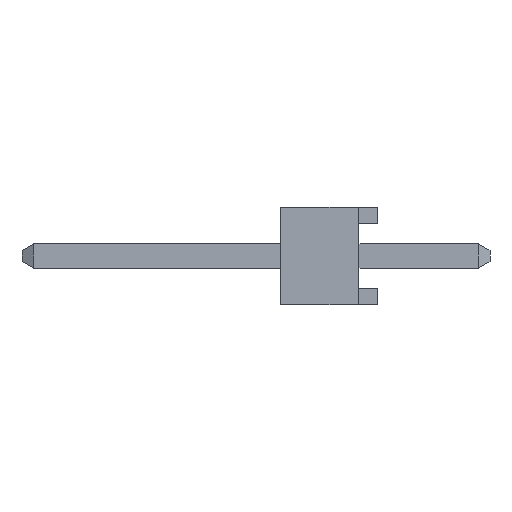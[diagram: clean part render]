
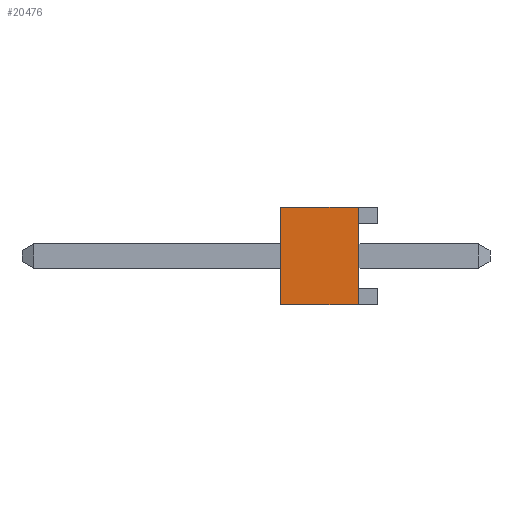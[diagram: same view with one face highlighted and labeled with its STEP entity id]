
A CAD part, left-side view. The second image highlights one B-rep face of the part: STEP entity #20476.
In plain terms, the highlighted planar face has unit normal (-1, 0, 0).
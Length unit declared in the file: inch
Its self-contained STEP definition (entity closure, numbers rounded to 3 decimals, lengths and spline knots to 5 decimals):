
#178 = ORIENTED_EDGE ( 'NONE', *, *, #6815, .T. ) ;
#227 = CARTESIAN_POINT ( 'NONE',  ( -0.9, 0.1, -0.05 ) ) ;
#712 = DIRECTION ( 'NONE',  ( 0., 0., -1. ) ) ;
#796 = VECTOR ( 'NONE', #712, 39.37008 ) ;
#885 = CARTESIAN_POINT ( 'NONE',  ( -0.9, 0.1, 0.05 ) ) ;
#1824 = FACE_OUTER_BOUND ( 'NONE', #20519, .T. ) ;
#1825 = LINE ( 'NONE', #6495, #11351 ) ;
#2100 = DIRECTION ( 'NONE',  ( 0., 0., -1. ) ) ;
#2928 = LINE ( 'NONE', #885, #796 ) ;
#3708 = ORIENTED_EDGE ( 'NONE', *, *, #7844, .F. ) ;
#5480 = ORIENTED_EDGE ( 'NONE', *, *, #13025, .F. ) ;
#6064 = AXIS2_PLACEMENT_3D ( 'NONE', #19829, #16004, #10569 ) ;
#6495 = CARTESIAN_POINT ( 'NONE',  ( -0.9, 0.02, 0.05 ) ) ;
#6815 = EDGE_CURVE ( 'NONE', #11040, #17541, #2928, .T. ) ;
#7106 = CARTESIAN_POINT ( 'NONE',  ( -0.9, 0.1, 0.05 ) ) ;
#7294 = VECTOR ( 'NONE', #15149, 39.37008 ) ;
#7844 = EDGE_CURVE ( 'NONE', #11040, #15136, #16162, .T. ) ;
#10569 = DIRECTION ( 'NONE',  ( 0., 1., 0. ) ) ;
#11040 = VERTEX_POINT ( 'NONE', #7106 ) ;
#11197 = DIRECTION ( 'NONE',  ( 0., -1., 0. ) ) ;
#11351 = VECTOR ( 'NONE', #2100, 39.37008 ) ;
#12323 = CARTESIAN_POINT ( 'NONE',  ( -0.9, 0.02, 0.05 ) ) ;
#13025 = EDGE_CURVE ( 'NONE', #15136, #15745, #1825, .T. ) ;
#13844 = PLANE ( 'NONE',  #6064 ) ;
#14323 = CARTESIAN_POINT ( 'NONE',  ( -0.9, 0.1, -0.05 ) ) ;
#15136 = VERTEX_POINT ( 'NONE', #12323 ) ;
#15149 = DIRECTION ( 'NONE',  ( 0., -1., 0. ) ) ;
#15676 = CARTESIAN_POINT ( 'NONE',  ( -0.9, 0.1, 0.05 ) ) ;
#15745 = VERTEX_POINT ( 'NONE', #18394 ) ;
#15952 = EDGE_CURVE ( 'NONE', #17541, #15745, #17127, .T. ) ;
#16004 = DIRECTION ( 'NONE',  ( 1., 0., 0. ) ) ;
#16162 = LINE ( 'NONE', #15676, #7294 ) ;
#17127 = LINE ( 'NONE', #14323, #21652 ) ;
#17541 = VERTEX_POINT ( 'NONE', #227 ) ;
#18394 = CARTESIAN_POINT ( 'NONE',  ( -0.9, 0.02, -0.05 ) ) ;
#19829 = CARTESIAN_POINT ( 'NONE',  ( -0.9, 0.1, 0.05 ) ) ;
#20476 = ADVANCED_FACE ( 'NONE', ( #1824 ), #13844, .F. ) ;
#20519 = EDGE_LOOP ( 'NONE', ( #20835, #5480, #3708, #178 ) ) ;
#20835 = ORIENTED_EDGE ( 'NONE', *, *, #15952, .T. ) ;
#21652 = VECTOR ( 'NONE', #11197, 39.37008 ) ;
